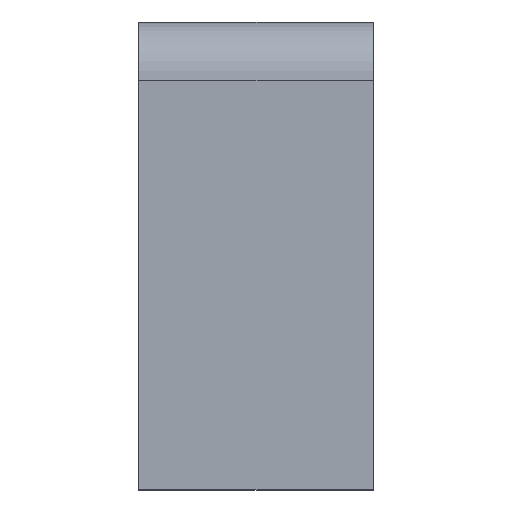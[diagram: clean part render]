
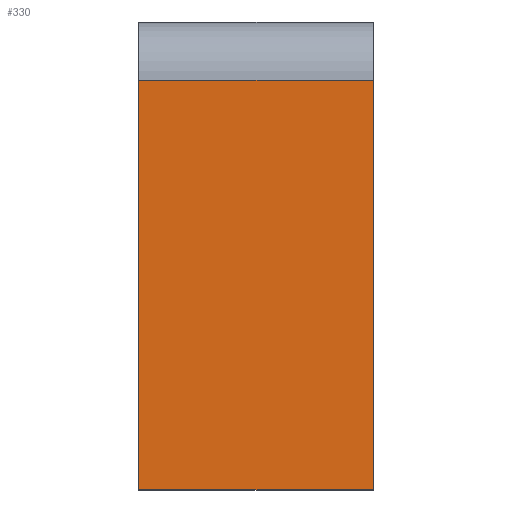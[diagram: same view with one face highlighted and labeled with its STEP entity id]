
A CAD part, left-side view. The second image highlights one B-rep face of the part: STEP entity #330.
In plain terms, the highlighted planar face has unit normal (-1, 0, 0).
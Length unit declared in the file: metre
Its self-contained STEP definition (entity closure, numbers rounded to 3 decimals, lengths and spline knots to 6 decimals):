
#15=PLANE('',#379);
#22=LINE('',#524,#42);
#33=LINE('',#567,#53);
#36=LINE('',#573,#56);
#37=LINE('',#574,#57);
#42=VECTOR('',#419,1.);
#53=VECTOR('',#468,1.);
#56=VECTOR('',#473,1.);
#57=VECTOR('',#474,1.);
#104=ORIENTED_EDGE('',*,*,#157,.T.);
#105=ORIENTED_EDGE('',*,*,#182,.T.);
#106=ORIENTED_EDGE('',*,*,#179,.F.);
#107=ORIENTED_EDGE('',*,*,#183,.F.);
#157=EDGE_CURVE('',#201,#200,#22,.T.);
#179=EDGE_CURVE('',#214,#215,#33,.T.);
#182=EDGE_CURVE('',#200,#215,#36,.T.);
#183=EDGE_CURVE('',#201,#214,#37,.T.);
#200=VERTEX_POINT('',#523);
#201=VERTEX_POINT('',#525);
#214=VERTEX_POINT('',#568);
#215=VERTEX_POINT('',#569);
#259=EDGE_LOOP('',(#104,#105,#106,#107));
#289=FACE_BOUND('',#259,.T.);
#330=ADVANCED_FACE('',(#289),#15,.F.);
#379=AXIS2_PLACEMENT_3D('',#572,#471,#472);
#419=DIRECTION('',(0.,1.,0.));
#468=DIRECTION('',(0.,1.,0.));
#471=DIRECTION('',(1.,0.,0.));
#472=DIRECTION('',(0.,0.,-1.));
#473=DIRECTION('',(0.,0.,-1.));
#474=DIRECTION('',(0.,0.,-1.));
#523=CARTESIAN_POINT('',(-0.084473,-0.001,0.014));
#524=CARTESIAN_POINT('',(-0.084473,-0.001,0.014));
#525=CARTESIAN_POINT('',(-0.084473,-0.009,0.014));
#567=CARTESIAN_POINT('',(-0.084473,-0.001,0.));
#568=CARTESIAN_POINT('',(-0.084473,-0.009,0.));
#569=CARTESIAN_POINT('',(-0.084473,-0.001,0.));
#572=CARTESIAN_POINT('',(-0.084473,-0.001,0.007));
#573=CARTESIAN_POINT('',(-0.084473,-0.001,0.007));
#574=CARTESIAN_POINT('',(-0.084473,-0.009,0.007));
